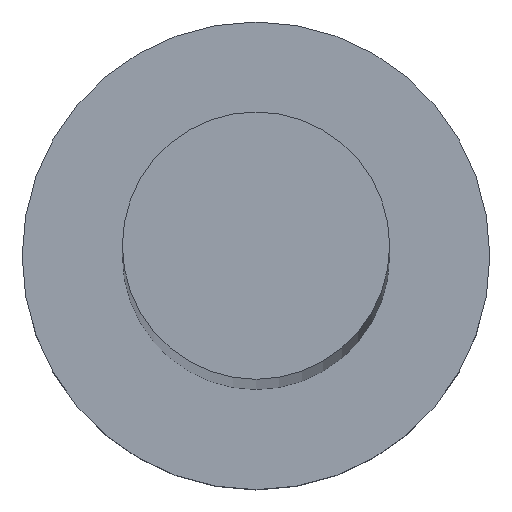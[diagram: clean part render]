
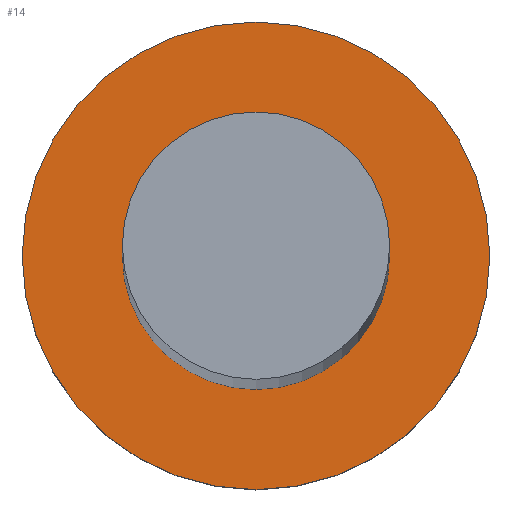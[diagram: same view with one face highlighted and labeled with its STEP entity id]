
A CAD part, top view. The second image highlights one B-rep face of the part: STEP entity #14.
In plain terms, the highlighted planar face has unit normal (0, 0, 1).
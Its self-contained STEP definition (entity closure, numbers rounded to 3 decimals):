
#8 = DIRECTION ( 'NONE',  ( 0., 0., 1. ) ) ;
#9 = DIRECTION ( 'NONE',  ( 1., 0., 0. ) ) ;
#10 = EDGE_CURVE ( 'NONE', #231, #213, #184, .T. ) ;
#14 = ADVANCED_FACE ( 'NONE', ( #117, #198 ), #41, .T. ) ;
#16 = CIRCLE ( 'NONE', #242, 7. ) ;
#19 = AXIS2_PLACEMENT_3D ( 'NONE', #88, #29, #9 ) ;
#29 = DIRECTION ( 'NONE',  ( 0., 0., 1. ) ) ;
#40 = ORIENTED_EDGE ( 'NONE', *, *, #69, .T. ) ;
#41 = PLANE ( 'NONE',  #232 ) ;
#42 = DIRECTION ( 'NONE',  ( 0., 0., 1. ) ) ;
#43 = DIRECTION ( 'NONE',  ( 0., 0., 1. ) ) ;
#55 = VERTEX_POINT ( 'NONE', #111 ) ;
#56 = AXIS2_PLACEMENT_3D ( 'NONE', #65, #43, #152 ) ;
#62 = CARTESIAN_POINT ( 'NONE',  ( 0., 0., 5. ) ) ;
#63 = DIRECTION ( 'NONE',  ( 1., 0., 0. ) ) ;
#65 = CARTESIAN_POINT ( 'NONE',  ( 0., 0., 5. ) ) ;
#69 = EDGE_CURVE ( 'NONE', #55, #158, #118, .T. ) ;
#71 = CIRCLE ( 'NONE', #56, 4. ) ;
#79 = EDGE_LOOP ( 'NONE', ( #214, #183 ) ) ;
#83 = EDGE_LOOP ( 'NONE', ( #119, #40 ) ) ;
#88 = CARTESIAN_POINT ( 'NONE',  ( 0., 0., 5. ) ) ;
#92 = DIRECTION ( 'NONE',  ( 1., 0., 0. ) ) ;
#111 = CARTESIAN_POINT ( 'NONE',  ( 7., 0., 5. ) ) ;
#117 = FACE_BOUND ( 'NONE', #79, .T. ) ;
#118 = CIRCLE ( 'NONE', #19, 7. ) ;
#119 = ORIENTED_EDGE ( 'NONE', *, *, #174, .T. ) ;
#134 = AXIS2_PLACEMENT_3D ( 'NONE', #159, #234, #144 ) ;
#137 = CARTESIAN_POINT ( 'NONE',  ( 4., 0., 5. ) ) ;
#144 = DIRECTION ( 'NONE',  ( 1., 0., 0. ) ) ;
#146 = EDGE_CURVE ( 'NONE', #213, #231, #71, .T. ) ;
#148 = CARTESIAN_POINT ( 'NONE',  ( -7., 0., 5. ) ) ;
#152 = DIRECTION ( 'NONE',  ( 1., 0., 0. ) ) ;
#158 = VERTEX_POINT ( 'NONE', #148 ) ;
#159 = CARTESIAN_POINT ( 'NONE',  ( 0., 0., 5. ) ) ;
#174 = EDGE_CURVE ( 'NONE', #158, #55, #16, .T. ) ;
#183 = ORIENTED_EDGE ( 'NONE', *, *, #10, .F. ) ;
#184 = CIRCLE ( 'NONE', #134, 4. ) ;
#198 = FACE_OUTER_BOUND ( 'NONE', #83, .T. ) ;
#200 = CARTESIAN_POINT ( 'NONE',  ( -4., 0., 5. ) ) ;
#213 = VERTEX_POINT ( 'NONE', #200 ) ;
#214 = ORIENTED_EDGE ( 'NONE', *, *, #146, .F. ) ;
#220 = CARTESIAN_POINT ( 'NONE',  ( 0., 0., 5. ) ) ;
#231 = VERTEX_POINT ( 'NONE', #137 ) ;
#232 = AXIS2_PLACEMENT_3D ( 'NONE', #62, #42, #63 ) ;
#234 = DIRECTION ( 'NONE',  ( 0., 0., 1. ) ) ;
#242 = AXIS2_PLACEMENT_3D ( 'NONE', #220, #8, #92 ) ;
